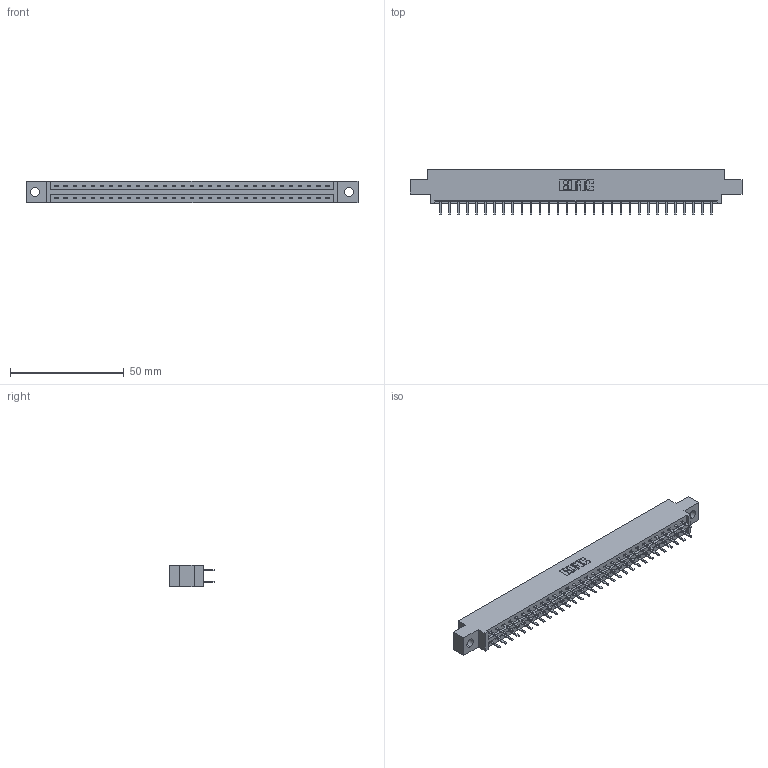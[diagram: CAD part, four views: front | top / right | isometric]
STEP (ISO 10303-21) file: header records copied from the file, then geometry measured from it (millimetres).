
FILE_DESCRIPTION (( 'STEP AP203' ), '1' );
FILE_NAME ('387-062-520-804.STEP', '2019-10-19T14:32:18', ( '' ), ( '' ), 'SwSTEP 2.0', 'SolidWorks 2016', '' );
FILE_SCHEMA (( 'CONFIG_CONTROL_DESIGN' ));
Length unit declared in the file: inch
Products named in the file (3): 337 Part_0.170 Offset - 0.156 Dia-TH; 345-292-001_345-293-120; 387-062-520-804
Assembly tree (63 placements, depth 2):
  387-062-520-804
    337 Part_0.170 Offset - 0.156 Dia-TH
    345-292-001_345-293-120  x62
Bounding box: 145.85 x 20.02 x 9.4 mm (x, y, z)
Volume: 14991.5 mm3; surface area: 16668.5 mm2
Topology: 63 solids, 63 shells, 3714 faces, 10801 edges, 7034 vertices
Faces by surface type: plane 2554, cylinder 1160
Entity records: 25707 total; most frequent: CARTESIAN_POINT 4354, ORIENTED_EDGE 4278, DIRECTION 3711, EDGE_CURVE 2139, VECTOR 2007, LINE 2007, VERTEX_POINT 1422, AXIS2_PLACEMENT_3D 852
